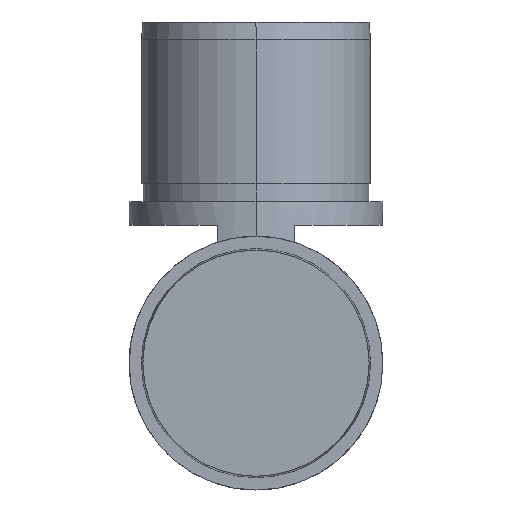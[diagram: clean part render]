
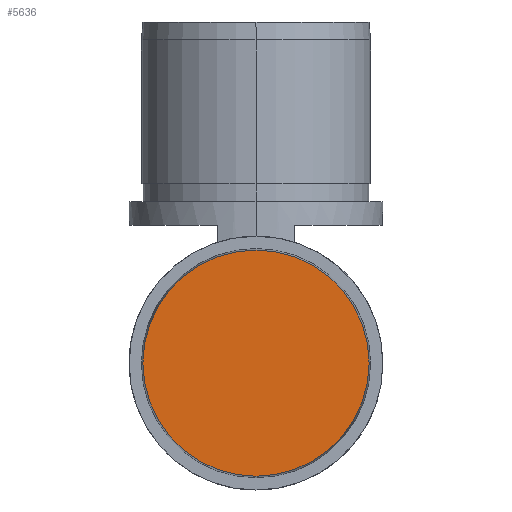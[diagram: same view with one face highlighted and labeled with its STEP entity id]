
A CAD part, front view. The second image highlights one B-rep face of the part: STEP entity #5636.
In plain terms, the highlighted planar face has unit normal (0, -1, 0).
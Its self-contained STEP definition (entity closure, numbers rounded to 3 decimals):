
#605 = CARTESIAN_POINT ( 'NONE',  ( 0., 0., 18.9 ) ) ;
#642 = DIRECTION ( 'NONE',  ( 0., 0., -1. ) ) ;
#879 = EDGE_CURVE ( 'NONE', #2937, #3050, #2299, .T. ) ;
#973 = EDGE_CURVE ( 'NONE', #3050, #2937, #4429, .T. ) ;
#1075 = ORIENTED_EDGE ( 'NONE', *, *, #973, .T. ) ;
#1630 = DIRECTION ( 'NONE',  ( 0., 0., -1. ) ) ;
#1644 = CARTESIAN_POINT ( 'NONE',  ( 0., 0., 0. ) ) ;
#2299 = CIRCLE ( 'NONE', #4786, 18.9 ) ;
#2755 = CARTESIAN_POINT ( 'NONE',  ( 0., 0., 0. ) ) ;
#2937 = VERTEX_POINT ( 'NONE', #5194 ) ;
#3050 = VERTEX_POINT ( 'NONE', #605 ) ;
#3200 = AXIS2_PLACEMENT_3D ( 'NONE', #2755, #6016, #3228 ) ;
#3228 = DIRECTION ( 'NONE',  ( 1., 0., 0. ) ) ;
#3757 = PLANE ( 'NONE',  #3200 ) ;
#3877 = ORIENTED_EDGE ( 'NONE', *, *, #879, .T. ) ;
#3939 = DIRECTION ( 'NONE',  ( 0., -1., 0. ) ) ;
#4066 = DIRECTION ( 'NONE',  ( 0., -1., 0. ) ) ;
#4429 = CIRCLE ( 'NONE', #5621, 18.9 ) ;
#4561 = FACE_OUTER_BOUND ( 'NONE', #5661, .T. ) ;
#4786 = AXIS2_PLACEMENT_3D ( 'NONE', #5300, #3939, #642 ) ;
#5194 = CARTESIAN_POINT ( 'NONE',  ( 0., 0., -18.9 ) ) ;
#5300 = CARTESIAN_POINT ( 'NONE',  ( 0., 0., 0. ) ) ;
#5621 = AXIS2_PLACEMENT_3D ( 'NONE', #1644, #4066, #1630 ) ;
#5636 = ADVANCED_FACE ( 'NONE', ( #4561 ), #3757, .F. ) ;
#5661 = EDGE_LOOP ( 'NONE', ( #1075, #3877 ) ) ;
#6016 = DIRECTION ( 'NONE',  ( 0., 1., 0. ) ) ;
